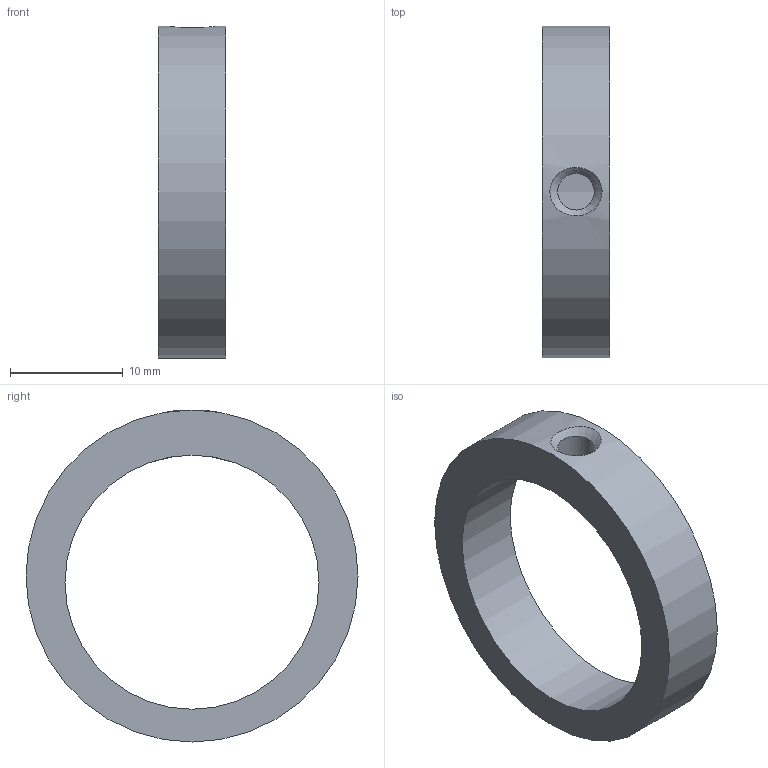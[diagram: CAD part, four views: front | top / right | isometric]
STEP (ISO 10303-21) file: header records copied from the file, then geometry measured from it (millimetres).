
FILE_DESCRIPTION( ( 'Unknown' ), '1' );
FILE_NAME( '749022500-A.stp', 'Unknown', ( 'Unknown' ), ( 'Unknown' ), 'PSStep 15.0.49', 'Unknown', ' ' );
FILE_SCHEMA( ( 'AUTOMOTIVE_DESIGN { 1 0 10303 214 1 1 1 1 }' ) );
Length unit declared in the file: millimetre
Products named in the file (1): 1
Bounding box: 6 x 29.4 x 29.4 mm (x, y, z)
Volume: 1652.3 mm3; surface area: 1561.6 mm2
Topology: 1 solids, 1 shells, 6 faces, 13 edges, 9 vertices
Faces by surface type: cylinder 3, plane 2, cone 1
Full cylindrical faces by diameter (mm): 3.242 x1, 22.5 x1, 29.4 x1
Entity records: 306 total; most frequent: CARTESIAN_POINT 127, DIRECTION 24, EDGE_LOOP 14, ORIENTED_EDGE 14, AXIS2_PLACEMENT_3D 12, FACE_OUTER_BOUND 9, EDGE_CURVE 7, VERTEX_POINT 7
